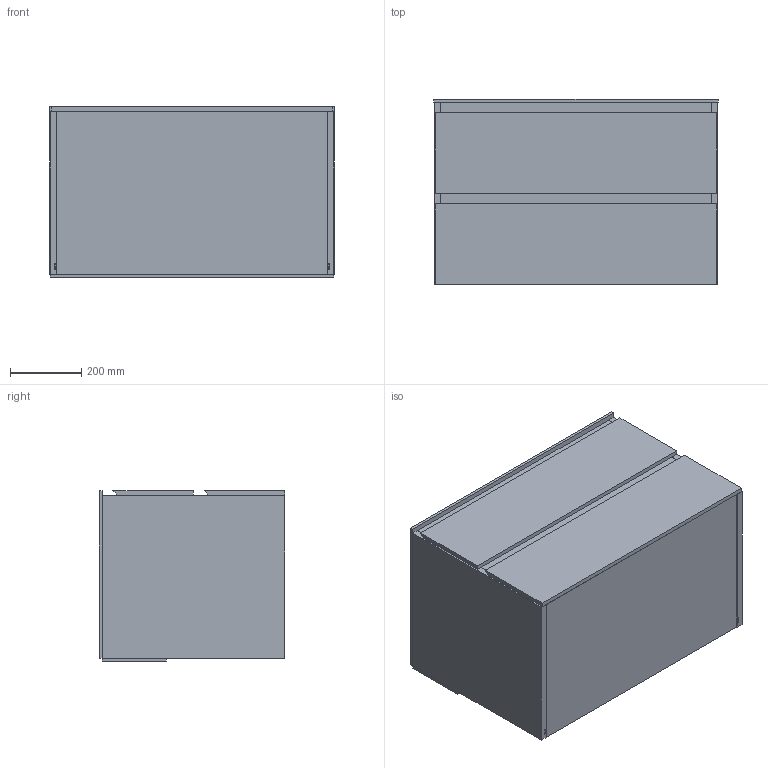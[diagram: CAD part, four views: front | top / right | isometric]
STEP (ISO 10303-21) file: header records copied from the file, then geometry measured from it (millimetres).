
FILE_DESCRIPTION (( 'STEP AP214' ), '1' );
FILE_NAME ('WP800500-2AUSÜER-47.STEP', '2021-02-08T09:08:50', ( '' ), ( '' ), 'SwSTEP 2.0', 'SolidWorks 2020', '' );
FILE_SCHEMA (( 'AUTOMOTIVE_DESIGN' ));
Length unit declared in the file: millimetre
Products named in the file (3): WP800500-2AUSÜER-47; WP 800500-2AUSﾜER-47_wt_Mit Hahnloch ohne Schlitz｜erlauf; WP 800500-2AUSÜER-47_us_Spanweiá lackiert<Wie bearbeitet>
Assembly tree (2 placements, depth 2):
  WP800500-2AUSÜER-47
    WP 800500-2AUSÜER-47_us_Spanweiá lackiert<Wie bearbeitet>
    WP 800500-2AUSﾜER-47_wt_Mit Hahnloch ohne Schlitz｜erlauf
Bounding box: 800 x 520 x 478 mm (x, y, z)
Volume: 43271522.2 mm3; surface area: 6032664.6 mm2
Topology: 22 solids, 22 shells, 277 faces, 660 edges, 428 vertices
Faces by surface type: plane 209, cylinder 42, bspline 20, cone 4, torus 2
Entity records: 12412 total; most frequent: CARTESIAN_POINT 5812, ORIENTED_EDGE 1320, DIRECTION 1196, EDGE_CURVE 660, VECTOR 528, LINE 528, VERTEX_POINT 428, AXIS2_PLACEMENT_3D 334
